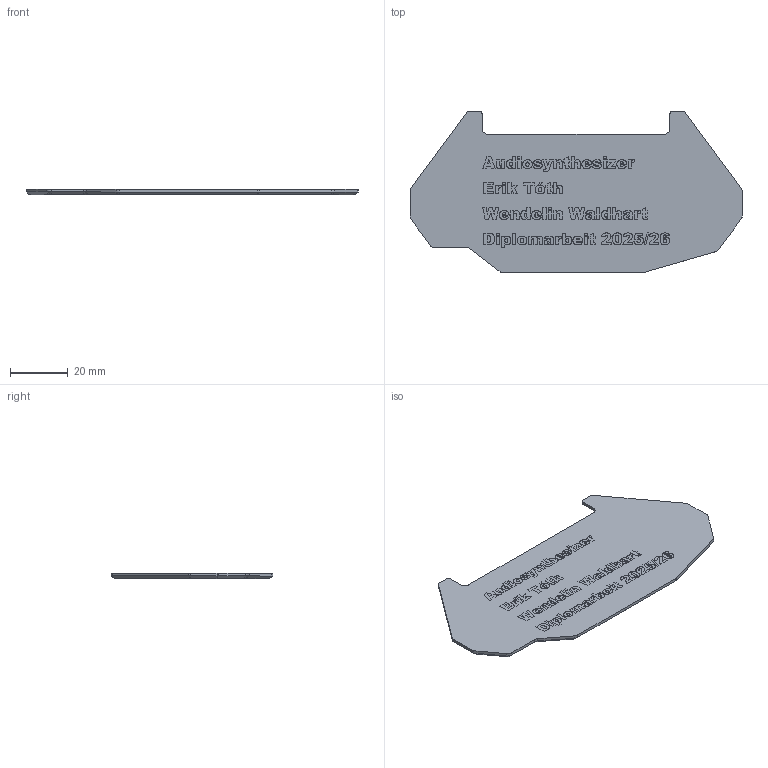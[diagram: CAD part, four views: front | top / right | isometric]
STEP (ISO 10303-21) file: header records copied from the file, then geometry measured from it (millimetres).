
FILE_DESCRIPTION(/* description */ (''),/* implementation_level */ '2;1');
FILE_NAME(/* name */ 'connection.stp',/* time_stamp */ '2026-02-22T09:38:39+01:00',/* author */ ('erikt'),/* organization */ (''),/* preprocessor_version */ 'ST-DEVELOPER v19.2',/* originating_system */ 'Autodesk Inventor 2024',/* authorisation */ '');
FILE_SCHEMA (('CONFIG_CONTROL_DESIGN'));
Products named in the file (3): connection; connection_1; connection_text
Assembly tree (2 placements, depth 2):
  connection
    connection_1
    connection_text
Bounding box: 115 x 56 x 2 mm (x, y, z)
Volume: 9658.8 mm3; surface area: 11614.6 mm2
Topology: 67 solids, 67 shells, 1772 faces, 4626 edges, 3066 vertices
Faces by surface type: plane 1010, bspline 732, cone 15, cylinder 15
Entity records: 56885 total; most frequent: CARTESIAN_POINT 18233, ORIENTED_EDGE 9236, DIRECTION 5281, EDGE_CURVE 4618, LINE 3117, VECTOR 3117, VERTEX_POINT 3066, EDGE_LOOP 1898
